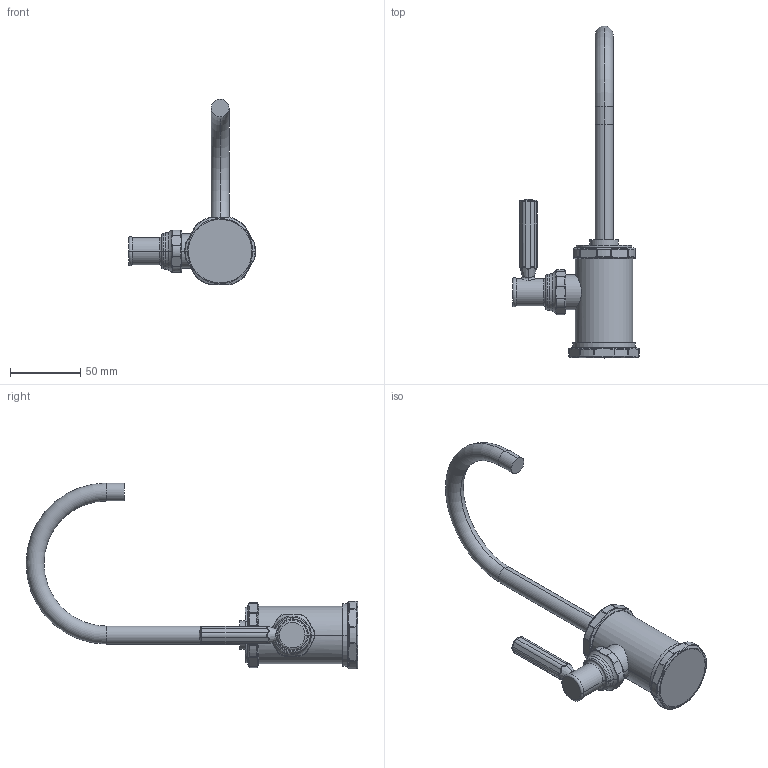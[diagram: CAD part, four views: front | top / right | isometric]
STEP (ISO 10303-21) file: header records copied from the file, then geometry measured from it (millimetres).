
FILE_DESCRIPTION((''),'2;1');
FILE_NAME('3190-5613','2021-04-22T11:04:17',('jinson.thomas'),(''),'CREO PARAMETRIC BY PTC INC, 2018400','CREO PARAMETRIC BY PTC INC, 2018400','');
FILE_SCHEMA(('CONFIG_CONTROL_DESIGN'));
Length unit declared in the file: inch
Products named in the file (1): 3190-5613
Bounding box: 90.11 x 235.59 x 131.95 mm (x, y, z)
Volume: 173287.6 mm3; surface area: 32035 mm2
Topology: 1 solids, 1 shells, 306 faces, 702 edges, 405 vertices
Faces by surface type: bspline 152, cylinder 66, torus 50, plane 36, cone 2
Entity records: 15112 total; most frequent: CARTESIAN_POINT 9159, ORIENTED_EDGE 1400, DIRECTION 1042, EDGE_CURVE 700, AXIS2_PLACEMENT_3D 474, VERTEX_POINT 405, CIRCLE 320, EDGE_LOOP 315
